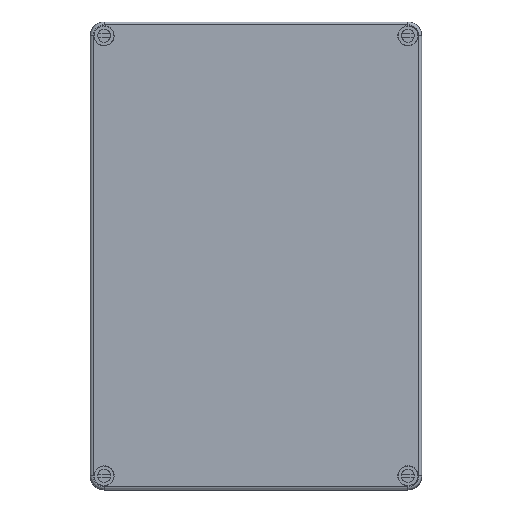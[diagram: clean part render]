
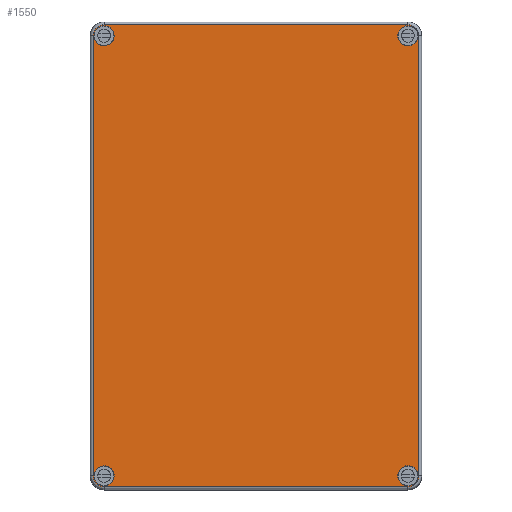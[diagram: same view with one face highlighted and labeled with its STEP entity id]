
A CAD part, top view. The second image highlights one B-rep face of the part: STEP entity #1550.
In plain terms, the highlighted planar face has unit normal (0, 0, 1).
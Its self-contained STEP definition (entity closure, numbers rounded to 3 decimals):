
#1550 = ADVANCED_FACE( '', ( #3368, #3369, #3370, #3371, #3372 ), #3373, .T. );
#3368 = FACE_OUTER_BOUND( '', #5387, .T. );
#3369 = FACE_BOUND( '', #5388, .T. );
#3370 = FACE_BOUND( '', #5389, .T. );
#3371 = FACE_BOUND( '', #5390, .T. );
#3372 = FACE_BOUND( '', #5391, .T. );
#3373 = PLANE( '', #5392 );
#5387 = EDGE_LOOP( '', ( #9577, #9578, #9579, #9580, #9581, #9582, #9583, #9584 ) );
#5388 = EDGE_LOOP( '', ( #9585 ) );
#5389 = EDGE_LOOP( '', ( #9586 ) );
#5390 = EDGE_LOOP( '', ( #9587 ) );
#5391 = EDGE_LOOP( '', ( #9588 ) );
#5392 = AXIS2_PLACEMENT_3D( '', #9589, #9590, #9591 );
#9577 = ORIENTED_EDGE( '', *, *, #12435, .F. );
#9578 = ORIENTED_EDGE( '', *, *, #12924, .F. );
#9579 = ORIENTED_EDGE( '', *, *, #12194, .T. );
#9580 = ORIENTED_EDGE( '', *, *, #12925, .F. );
#9581 = ORIENTED_EDGE( '', *, *, #12892, .T. );
#9582 = ORIENTED_EDGE( '', *, *, #12926, .T. );
#9583 = ORIENTED_EDGE( '', *, *, #12480, .F. );
#9584 = ORIENTED_EDGE( '', *, *, #12927, .T. );
#9585 = ORIENTED_EDGE( '', *, *, #11534, .T. );
#9586 = ORIENTED_EDGE( '', *, *, #11605, .T. );
#9587 = ORIENTED_EDGE( '', *, *, #12673, .T. );
#9588 = ORIENTED_EDGE( '', *, *, #11323, .T. );
#9589 = CARTESIAN_POINT( '', ( 0., 0., 18. ) );
#9590 = DIRECTION( '', ( 0., 0., 1. ) );
#9591 = DIRECTION( '', ( 1., 0., 0. ) );
#11323 = EDGE_CURVE( '', #13400, #13400, #13401, .T. );
#11534 = EDGE_CURVE( '', #13766, #13766, #13767, .T. );
#11605 = EDGE_CURVE( '', #13890, #13890, #13891, .T. );
#12194 = EDGE_CURVE( '', #14852, #14850, #14853, .T. );
#12435 = EDGE_CURVE( '', #15211, #15212, #15213, .T. );
#12480 = EDGE_CURVE( '', #15270, #15271, #15272, .T. );
#12673 = EDGE_CURVE( '', #15553, #15553, #15554, .T. );
#12892 = EDGE_CURVE( '', #15834, #15832, #15835, .T. );
#12924 = EDGE_CURVE( '', #14852, #15211, #15873, .T. );
#12925 = EDGE_CURVE( '', #15834, #14850, #15874, .T. );
#12926 = EDGE_CURVE( '', #15832, #15271, #15875, .T. );
#12927 = EDGE_CURVE( '', #15270, #15212, #15876, .T. );
#13400 = VERTEX_POINT( '', #16416 );
#13401 = CIRCLE( '', #16417, 5.5 );
#13766 = VERTEX_POINT( '', #16880 );
#13767 = CIRCLE( '', #16881, 5.5 );
#13890 = VERTEX_POINT( '', #17069 );
#13891 = CIRCLE( '', #17070, 5.5 );
#14850 = VERTEX_POINT( '', #18353 );
#14852 = VERTEX_POINT( '', #18355 );
#14853 = CIRCLE( '', #18356, 5.942 );
#15211 = VERTEX_POINT( '', #18821 );
#15212 = VERTEX_POINT( '', #18822 );
#15213 = CIRCLE( '', #18823, 5.942 );
#15270 = VERTEX_POINT( '', #18894 );
#15271 = VERTEX_POINT( '', #18895 );
#15272 = CIRCLE( '', #18896, 5.942 );
#15553 = VERTEX_POINT( '', #19296 );
#15554 = CIRCLE( '', #19297, 5.5 );
#15832 = VERTEX_POINT( '', #19664 );
#15834 = VERTEX_POINT( '', #19666 );
#15835 = CIRCLE( '', #19667, 5.942 );
#15873 = LINE( '', #19716, #19717 );
#15874 = LINE( '', #19718, #19719 );
#15875 = LINE( '', #19720, #19721 );
#15876 = LINE( '', #19722, #19723 );
#16416 = CARTESIAN_POINT( '', ( -88., 119.5, 18. ) );
#16417 = AXIS2_PLACEMENT_3D( '', #20318, #20319, #20320 );
#16880 = CARTESIAN_POINT( '', ( -88., -119.5, 18. ) );
#16881 = AXIS2_PLACEMENT_3D( '', #20617, #20618, #20619 );
#17069 = CARTESIAN_POINT( '', ( 77., -119.5, 18. ) );
#17070 = AXIS2_PLACEMENT_3D( '', #20715, #20716, #20717 );
#18353 = CARTESIAN_POINT( '', ( 88.442, -119.5, 18. ) );
#18355 = CARTESIAN_POINT( '', ( 82.5, -125.442, 18. ) );
#18356 = AXIS2_PLACEMENT_3D( '', #21496, #21497, #21498 );
#18821 = CARTESIAN_POINT( '', ( -82.5, -125.442, 18. ) );
#18822 = CARTESIAN_POINT( '', ( -88.442, -119.5, 18. ) );
#18823 = AXIS2_PLACEMENT_3D( '', #21798, #21799, #21800 );
#18894 = CARTESIAN_POINT( '', ( -88.442, 119.5, 18. ) );
#18895 = CARTESIAN_POINT( '', ( -82.5, 125.442, 18. ) );
#18896 = AXIS2_PLACEMENT_3D( '', #21860, #21861, #21862 );
#19296 = CARTESIAN_POINT( '', ( 77., 119.5, 18. ) );
#19297 = AXIS2_PLACEMENT_3D( '', #22138, #22139, #22140 );
#19664 = CARTESIAN_POINT( '', ( 82.5, 125.442, 18. ) );
#19666 = CARTESIAN_POINT( '', ( 88.442, 119.5, 18. ) );
#19667 = AXIS2_PLACEMENT_3D( '', #22413, #22414, #22415 );
#19716 = CARTESIAN_POINT( '', ( 100., -125.442, 18. ) );
#19717 = VECTOR( '', #22442, 1000. );
#19718 = CARTESIAN_POINT( '', ( 88.442, 150., 18. ) );
#19719 = VECTOR( '', #22443, 1000. );
#19720 = CARTESIAN_POINT( '', ( 100., 125.442, 18. ) );
#19721 = VECTOR( '', #22444, 1000. );
#19722 = CARTESIAN_POINT( '', ( -88.442, 150., 18. ) );
#19723 = VECTOR( '', #22445, 1000. );
#20318 = CARTESIAN_POINT( '', ( -82.5, 119.5, 18. ) );
#20319 = DIRECTION( '', ( 0., 0., -1. ) );
#20320 = DIRECTION( '', ( -1., 0., 0. ) );
#20617 = CARTESIAN_POINT( '', ( -82.5, -119.5, 18. ) );
#20618 = DIRECTION( '', ( 0., 0., -1. ) );
#20619 = DIRECTION( '', ( -1., 0., 0. ) );
#20715 = CARTESIAN_POINT( '', ( 82.5, -119.5, 18. ) );
#20716 = DIRECTION( '', ( 0., 0., -1. ) );
#20717 = DIRECTION( '', ( -1., 0., 0. ) );
#21496 = CARTESIAN_POINT( '', ( 82.5, -119.5, 18. ) );
#21497 = DIRECTION( '', ( 0., 0., 1. ) );
#21498 = DIRECTION( '', ( 1., 0., 0. ) );
#21798 = CARTESIAN_POINT( '', ( -82.5, -119.5, 18. ) );
#21799 = DIRECTION( '', ( 0., 0., -1. ) );
#21800 = DIRECTION( '', ( -1., 0., 0. ) );
#21860 = CARTESIAN_POINT( '', ( -82.5, 119.5, 18. ) );
#21861 = DIRECTION( '', ( 0., 0., -1. ) );
#21862 = DIRECTION( '', ( -1., 0., 0. ) );
#22138 = CARTESIAN_POINT( '', ( 82.5, 119.5, 18. ) );
#22139 = DIRECTION( '', ( 0., 0., -1. ) );
#22140 = DIRECTION( '', ( -1., 0., 0. ) );
#22413 = CARTESIAN_POINT( '', ( 82.5, 119.5, 18. ) );
#22414 = DIRECTION( '', ( 0., 0., 1. ) );
#22415 = DIRECTION( '', ( 1., 0., 0. ) );
#22442 = DIRECTION( '', ( -1., 0., 0. ) );
#22443 = DIRECTION( '', ( 0., -1., 0. ) );
#22444 = DIRECTION( '', ( -1., 0., 0. ) );
#22445 = DIRECTION( '', ( 0., -1., 0. ) );
